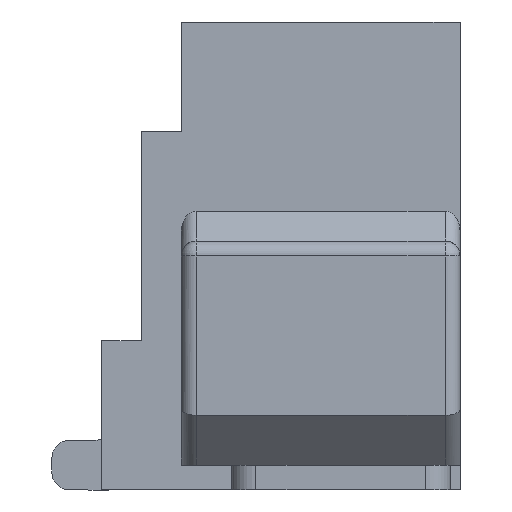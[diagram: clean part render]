
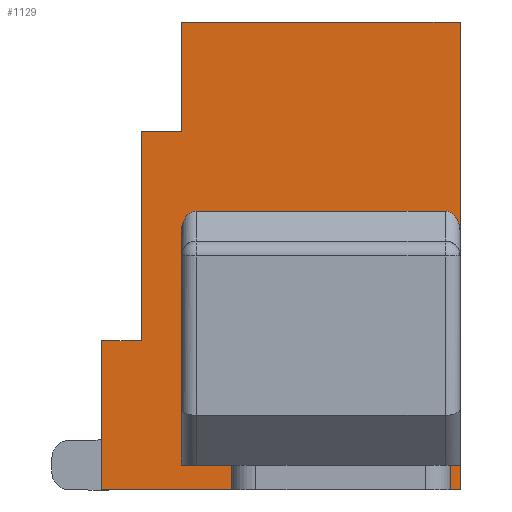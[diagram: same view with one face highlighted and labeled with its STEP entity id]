
A CAD part, left-side view. The second image highlights one B-rep face of the part: STEP entity #1129.
In plain terms, the highlighted planar face has unit normal (-1, 0, 0).
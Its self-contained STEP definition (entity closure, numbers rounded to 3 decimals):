
#82 = VECTOR ( 'NONE', #23190, 1000. ) ;
#193 = EDGE_CURVE ( 'NONE', #5190, #20548, #9648, .T. ) ;
#623 = PLANE ( 'NONE',  #9669 ) ;
#789 = CARTESIAN_POINT ( 'NONE',  ( -4.625, 0.945, 1.5 ) ) ;
#1129 = ADVANCED_FACE ( 'NONE', ( #23829 ), #623, .F. ) ;
#1423 = CARTESIAN_POINT ( 'NONE',  ( -4.625, 0.145, 2.588 ) ) ;
#1530 = CARTESIAN_POINT ( 'NONE',  ( -4.625, 0.545, 3.6 ) ) ;
#1827 = CARTESIAN_POINT ( 'NONE',  ( -4.625, 0.083, 2.8 ) ) ;
#2390 = EDGE_CURVE ( 'NONE', #22447, #4300, #17436, .T. ) ;
#2401 = CARTESIAN_POINT ( 'NONE',  ( -4.625, -2.655, 4.7 ) ) ;
#2407 = VERTEX_POINT ( 'NONE', #25024 ) ;
#2492 = ORIENTED_EDGE ( 'NONE', *, *, #193, .T. ) ;
#2769 = DIRECTION ( 'NONE',  ( 0., 0., -1. ) ) ;
#3036 = VECTOR ( 'NONE', #5487, 1000. ) ;
#3122 = CARTESIAN_POINT ( 'NONE',  ( -4.625, 0.145, 4.7 ) ) ;
#3347 = EDGE_CURVE ( 'NONE', #24410, #22447, #7920, .T. ) ;
#3583 = DIRECTION ( 'NONE',  ( 0., 0., -1. ) ) ;
#3590 = LINE ( 'NONE', #20594, #10301 ) ;
#4058 = LINE ( 'NONE', #12410, #15146 ) ;
#4118 = DIRECTION ( 'NONE',  ( 0., 0., -1. ) ) ;
#4287 = LINE ( 'NONE', #6186, #7710 ) ;
#4300 = VERTEX_POINT ( 'NONE', #9310 ) ;
#4346 = CARTESIAN_POINT ( 'NONE',  ( -4.625, -2.655, 0. ) ) ;
#4517 = CARTESIAN_POINT ( 'NONE',  ( -4.625, -2.505, 2.8 ) ) ;
#4565 = CARTESIAN_POINT ( 'NONE',  ( -4.625, -2.655, 4.7 ) ) ;
#4808 = EDGE_CURVE ( 'NONE', #2407, #14658, #3590, .T. ) ;
#4905 = VECTOR ( 'NONE', #6427, 1000. ) ;
#5025 = CARTESIAN_POINT ( 'NONE',  ( -4.625, -2.655, 0.25 ) ) ;
#5190 = VERTEX_POINT ( 'NONE', #1530 ) ;
#5325 = ORIENTED_EDGE ( 'NONE', *, *, #3347, .T. ) ;
#5329 = CARTESIAN_POINT ( 'NONE',  ( -4.625, 0.545, 4.7 ) ) ;
#5372 = CARTESIAN_POINT ( 'NONE',  ( -4.625, -2.505, 2.8 ) ) ;
#5487 = DIRECTION ( 'NONE',  ( 0., 0., 1. ) ) ;
#5554 = CARTESIAN_POINT ( 'NONE',  ( -4.625, 0.545, 1.5 ) ) ;
#6186 = CARTESIAN_POINT ( 'NONE',  ( -4.625, -1.055, 1.5 ) ) ;
#6241 = CARTESIAN_POINT ( 'NONE',  ( -4.625, -0.005, 2.8 ) ) ;
#6427 = DIRECTION ( 'NONE',  ( 0., -1., 0. ) ) ;
#6515 = EDGE_CURVE ( 'NONE', #20548, #11244, #4287, .T. ) ;
#6580 = EDGE_CURVE ( 'NONE', #5190, #6750, #25334, .T. ) ;
#6750 = VERTEX_POINT ( 'NONE', #20209 ) ;
#6804 = ORIENTED_EDGE ( 'NONE', *, *, #22678, .T. ) ;
#6954 = CARTESIAN_POINT ( 'NONE',  ( -4.625, -2.655, 4.7 ) ) ;
#7422 = ORIENTED_EDGE ( 'NONE', *, *, #4808, .F. ) ;
#7527 = CARTESIAN_POINT ( 'NONE',  ( -4.625, 0.945, 0. ) ) ;
#7710 = VECTOR ( 'NONE', #12263, 1000. ) ;
#7920 = LINE ( 'NONE', #20358, #9393 ) ;
#8554 = CARTESIAN_POINT ( 'NONE',  ( -4.625, -2.655, 2.588 ) ) ;
#8827 = CARTESIAN_POINT ( 'NONE',  ( -4.625, 0.945, 10.759 ) ) ;
#8853 = LINE ( 'NONE', #2401, #4905 ) ;
#9310 = CARTESIAN_POINT ( 'NONE',  ( -4.625, -2.655, 2.588 ) ) ;
#9393 = VECTOR ( 'NONE', #24655, 1000. ) ;
#9396 = ORIENTED_EDGE ( 'NONE', *, *, #6580, .F. ) ;
#9648 = LINE ( 'NONE', #5329, #14206 ) ;
#9669 = AXIS2_PLACEMENT_3D ( 'NONE', #6954, #15468, #25576 ) ;
#9933 = VECTOR ( 'NONE', #14247, 1000. ) ;
#10129 = CARTESIAN_POINT ( 'NONE',  ( -4.625, 0.145, 0.25 ) ) ;
#10301 = VECTOR ( 'NONE', #4118, 1000. ) ;
#10321 = CARTESIAN_POINT ( 'NONE',  ( -4.625, -2.592, 2.8 ) ) ;
#10408 = EDGE_CURVE ( 'NONE', #11244, #18859, #19108, .T. ) ;
#10554 =( BOUNDED_CURVE ( )  B_SPLINE_CURVE ( 3, ( #1423, #17900, #1827, #15997 ),
 .UNSPECIFIED., .F., .F. ) 
 B_SPLINE_CURVE_WITH_KNOTS ( ( 4, 4 ),
 ( 4.712, 6.283 ),
 .UNSPECIFIED. ) 
 CURVE ( )  GEOMETRIC_REPRESENTATION_ITEM ( )  RATIONAL_B_SPLINE_CURVE ( ( 1., 0.805, 0.805, 1. ) ) 
 REPRESENTATION_ITEM ( '' )  );
#11244 = VERTEX_POINT ( 'NONE', #789 ) ;
#12064 = ORIENTED_EDGE ( 'NONE', *, *, #10408, .T. ) ;
#12155 = DIRECTION ( 'NONE',  ( 0., 1., 0. ) ) ;
#12237 = ORIENTED_EDGE ( 'NONE', *, *, #23861, .F. ) ;
#12263 = DIRECTION ( 'NONE',  ( 0., 1., 0. ) ) ;
#12410 = CARTESIAN_POINT ( 'NONE',  ( -4.625, -2.655, 0.25 ) ) ;
#12499 = ORIENTED_EDGE ( 'NONE', *, *, #21229, .T. ) ;
#13044 = EDGE_LOOP ( 'NONE', ( #7422, #12499, #5325, #19052, #17360, #12237, #21138, #9396, #2492, #22874, #12064, #6804, #25635, #21626 ) ) ;
#13492 = VERTEX_POINT ( 'NONE', #3122 ) ;
#14078 = EDGE_CURVE ( 'NONE', #16779, #4300, #18449, .T. ) ;
#14206 = VECTOR ( 'NONE', #3583, 1000. ) ;
#14247 = DIRECTION ( 'NONE',  ( 0., 0., -1. ) ) ;
#14658 = VERTEX_POINT ( 'NONE', #10129 ) ;
#15146 = VECTOR ( 'NONE', #12155, 1000. ) ;
#15206 = CARTESIAN_POINT ( 'NONE',  ( -4.625, -2.655, 0. ) ) ;
#15346 = DIRECTION ( 'NONE',  ( 0., -1., 0. ) ) ;
#15468 = DIRECTION ( 'NONE',  ( 1., 0., 0. ) ) ;
#15997 = CARTESIAN_POINT ( 'NONE',  ( -4.625, -0.005, 2.8 ) ) ;
#16537 = EDGE_CURVE ( 'NONE', #21557, #24421, #18894, .T. ) ;
#16779 = VERTEX_POINT ( 'NONE', #22209 ) ;
#17360 = ORIENTED_EDGE ( 'NONE', *, *, #14078, .F. ) ;
#17436 =( BOUNDED_CURVE ( )  B_SPLINE_CURVE ( 3, ( #4517, #10321, #20989, #8554 ),
 .UNSPECIFIED., .F., .F. ) 
 B_SPLINE_CURVE_WITH_KNOTS ( ( 4, 4 ),
 ( 3.142, 4.712 ),
 .UNSPECIFIED. ) 
 CURVE ( )  GEOMETRIC_REPRESENTATION_ITEM ( )  RATIONAL_B_SPLINE_CURVE ( ( 1., 0.805, 0.805, 1. ) ) 
 REPRESENTATION_ITEM ( '' )  );
#17900 = CARTESIAN_POINT ( 'NONE',  ( -4.625, 0.145, 2.712 ) ) ;
#18390 = VECTOR ( 'NONE', #2769, 1000. ) ;
#18449 = LINE ( 'NONE', #24632, #9933 ) ;
#18615 = EDGE_CURVE ( 'NONE', #21557, #14658, #4058, .T. ) ;
#18859 = VERTEX_POINT ( 'NONE', #7527 ) ;
#18894 = LINE ( 'NONE', #4565, #82 ) ;
#19052 = ORIENTED_EDGE ( 'NONE', *, *, #2390, .T. ) ;
#19108 = LINE ( 'NONE', #8827, #18390 ) ;
#19534 = VECTOR ( 'NONE', #21149, 1000. ) ;
#19876 = EDGE_CURVE ( 'NONE', #6750, #13492, #26002, .T. ) ;
#20209 = CARTESIAN_POINT ( 'NONE',  ( -4.625, 0.145, 3.6 ) ) ;
#20356 = CARTESIAN_POINT ( 'NONE',  ( -4.625, 0.145, 3.6 ) ) ;
#20358 = CARTESIAN_POINT ( 'NONE',  ( -4.625, -2.655, 2.8 ) ) ;
#20548 = VERTEX_POINT ( 'NONE', #5554 ) ;
#20594 = CARTESIAN_POINT ( 'NONE',  ( -4.625, 0.145, 2.5 ) ) ;
#20989 = CARTESIAN_POINT ( 'NONE',  ( -4.625, -2.655, 2.712 ) ) ;
#21138 = ORIENTED_EDGE ( 'NONE', *, *, #19876, .F. ) ;
#21149 = DIRECTION ( 'NONE',  ( 0., -1., 0. ) ) ;
#21229 = EDGE_CURVE ( 'NONE', #2407, #24410, #10554, .T. ) ;
#21557 = VERTEX_POINT ( 'NONE', #5025 ) ;
#21626 = ORIENTED_EDGE ( 'NONE', *, *, #18615, .T. ) ;
#22209 = CARTESIAN_POINT ( 'NONE',  ( -4.625, -2.655, 4.7 ) ) ;
#22447 = VERTEX_POINT ( 'NONE', #5372 ) ;
#22678 = EDGE_CURVE ( 'NONE', #18859, #24421, #25055, .T. ) ;
#22874 = ORIENTED_EDGE ( 'NONE', *, *, #6515, .T. ) ;
#23190 = DIRECTION ( 'NONE',  ( 0., 0., -1. ) ) ;
#23829 = FACE_OUTER_BOUND ( 'NONE', #13044, .T. ) ;
#23861 = EDGE_CURVE ( 'NONE', #13492, #16779, #8853, .T. ) ;
#24410 = VERTEX_POINT ( 'NONE', #6241 ) ;
#24421 = VERTEX_POINT ( 'NONE', #4346 ) ;
#24632 = CARTESIAN_POINT ( 'NONE',  ( -4.625, -2.655, 4.7 ) ) ;
#24655 = DIRECTION ( 'NONE',  ( 0., -1., 0. ) ) ;
#25024 = CARTESIAN_POINT ( 'NONE',  ( -4.625, 0.145, 2.588 ) ) ;
#25055 = LINE ( 'NONE', #15206, #19534 ) ;
#25203 = CARTESIAN_POINT ( 'NONE',  ( -4.625, 0.545, 3.6 ) ) ;
#25334 = LINE ( 'NONE', #25203, #26247 ) ;
#25576 = DIRECTION ( 'NONE',  ( 0., -1., 0. ) ) ;
#25635 = ORIENTED_EDGE ( 'NONE', *, *, #16537, .F. ) ;
#26002 = LINE ( 'NONE', #20356, #3036 ) ;
#26247 = VECTOR ( 'NONE', #15346, 1000. ) ;
